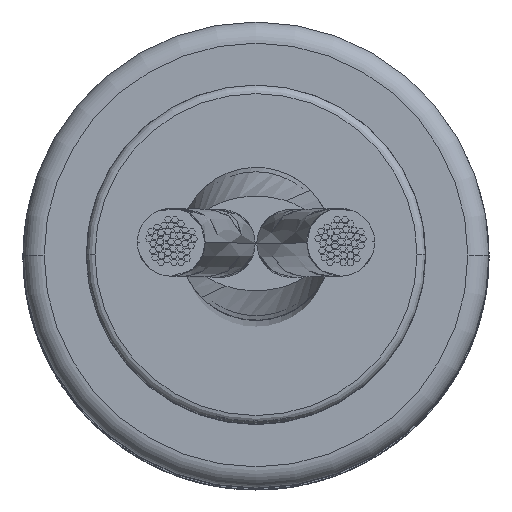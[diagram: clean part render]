
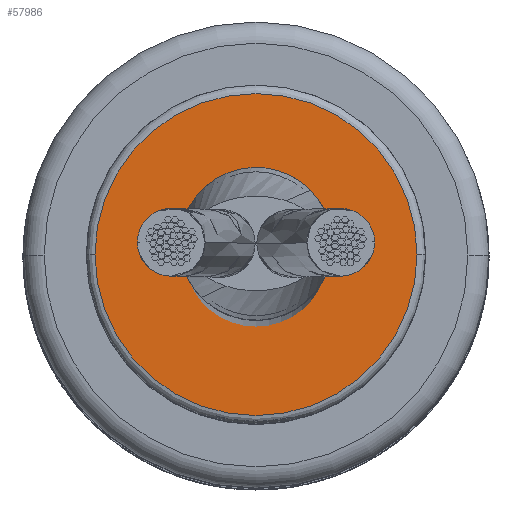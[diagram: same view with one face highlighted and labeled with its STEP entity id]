
A CAD part, top view. The second image highlights one B-rep face of the part: STEP entity #57986.
In plain terms, the highlighted face is planar.
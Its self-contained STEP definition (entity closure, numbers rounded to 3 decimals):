
#4555 = DIRECTION ( 'NONE',  ( 1., 0., 0. ) ) ;
#5714 = CARTESIAN_POINT ( 'NONE',  ( 24., 4., 0. ) ) ;
#5930 = PLANE ( 'NONE',  #20844 ) ;
#7231 = CIRCLE ( 'NONE', #20366, 3.8 ) ;
#7818 = AXIS2_PLACEMENT_3D ( 'NONE', #40096, #4555, #65419 ) ;
#20366 = AXIS2_PLACEMENT_3D ( 'NONE', #20692, #61729, #36882 ) ;
#20692 = CARTESIAN_POINT ( 'NONE',  ( 24., 0., 0. ) ) ;
#20844 = AXIS2_PLACEMENT_3D ( 'NONE', #5714, #46140, #41216 ) ;
#28728 = FACE_OUTER_BOUND ( 'NONE', #43357, .T. ) ;
#30582 = EDGE_CURVE ( 'NONE', #51215, #37922, #60670, .T. ) ;
#36882 = DIRECTION ( 'NONE',  ( 0., 1., 0. ) ) ;
#37922 = VERTEX_POINT ( 'NONE', #49589 ) ;
#40096 = CARTESIAN_POINT ( 'NONE',  ( 24., 0., 0. ) ) ;
#41216 = DIRECTION ( 'NONE',  ( 0., 1., 0. ) ) ;
#42321 = ORIENTED_EDGE ( 'NONE', *, *, #57506, .T. ) ;
#43357 = EDGE_LOOP ( 'NONE', ( #42321, #64554 ) ) ;
#46140 = DIRECTION ( 'NONE',  ( 1., 0., 0. ) ) ;
#49589 = CARTESIAN_POINT ( 'NONE',  ( 24., 3.8, 0. ) ) ;
#51215 = VERTEX_POINT ( 'NONE', #53348 ) ;
#53348 = CARTESIAN_POINT ( 'NONE',  ( 24., -3.8, 0. ) ) ;
#57506 = EDGE_CURVE ( 'NONE', #37922, #51215, #7231, .T. ) ;
#57986 = ADVANCED_FACE ( 'NONE', ( #28728 ), #5930, .T. ) ;
#60670 = CIRCLE ( 'NONE', #7818, 3.8 ) ;
#61729 = DIRECTION ( 'NONE',  ( 1., 0., 0. ) ) ;
#64554 = ORIENTED_EDGE ( 'NONE', *, *, #30582, .T. ) ;
#65419 = DIRECTION ( 'NONE',  ( 0., 1., 0. ) ) ;
